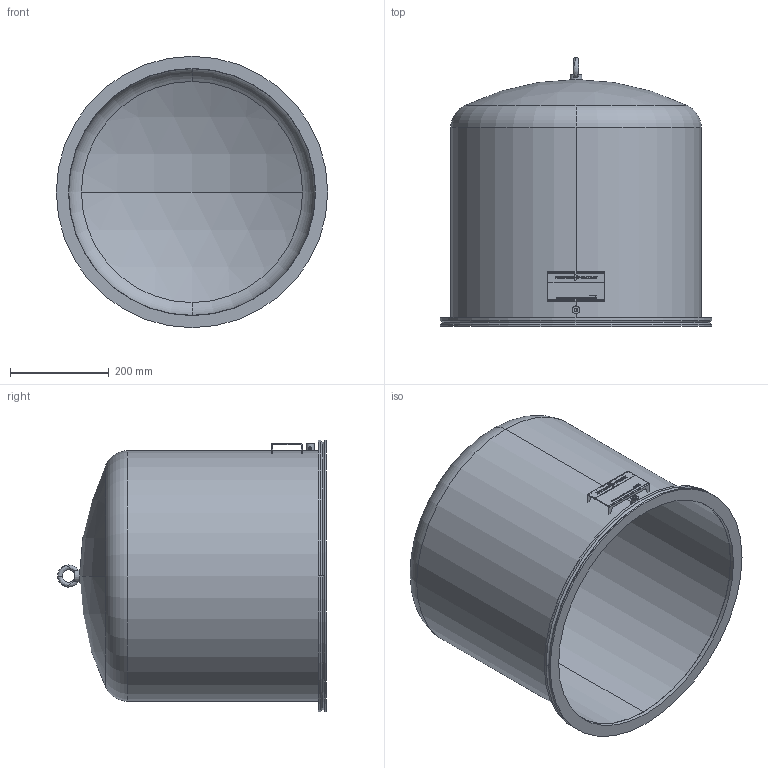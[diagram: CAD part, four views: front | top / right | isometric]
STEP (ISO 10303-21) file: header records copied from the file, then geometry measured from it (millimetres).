
FILE_DESCRIPTION (( 'STEP AP214' ), '1' );
FILE_NAME ('820KMG500-500.stp', '2017-05-29T12:18:21', ( '' ), ( '' ), 'SwSTEP 2.0', 'SolidWorks 2015', '' );
FILE_SCHEMA (( 'AUTOMOTIVE_DESIGN' ));
Length unit declared in the file: millimetre
Products named in the file (1): 820KMG500-500
Bounding box: 550 x 544.99 x 550 mm (x, y, z)
Volume: 4071828.3 mm3; surface area: 1911462.3 mm2
Topology: 4 solids, 4 shells, 2142 faces, 5869 edges, 3908 vertices
Faces by surface type: bspline 1152, plane 939, cylinder 31, cone 8, torus 8, sphere 4
Entity records: 99370 total; most frequent: CARTESIAN_POINT 29264, ORIENTED_EDGE 11738, EDGE_CURVE 5869, DIRECTION 5625, VERTEX_POINT 3908, LINE 3455, VECTOR 3455, B_SPLINE_CURVE_WITH_KNOTS 2320
